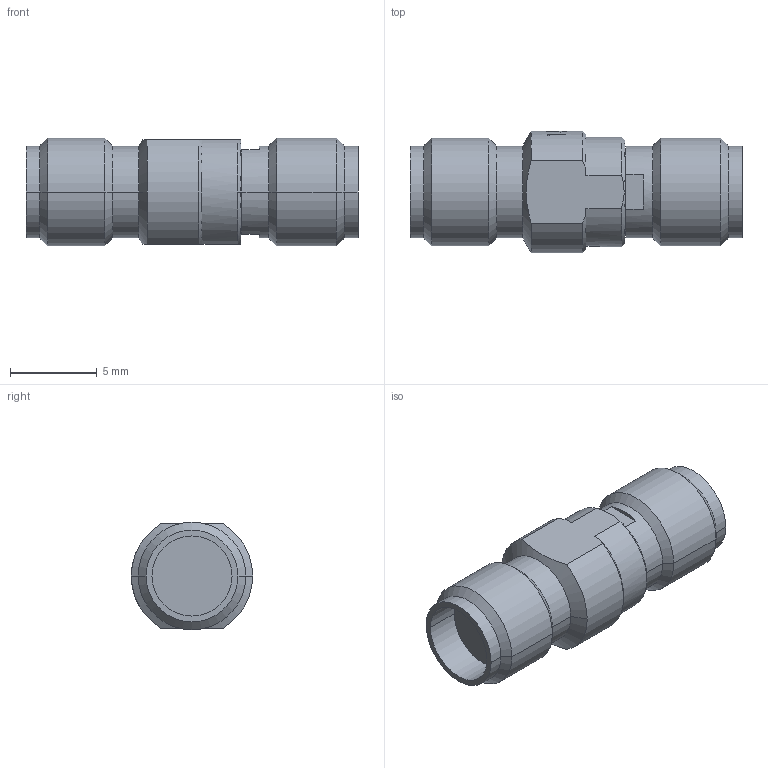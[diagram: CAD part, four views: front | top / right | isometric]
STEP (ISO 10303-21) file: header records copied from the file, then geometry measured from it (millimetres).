
FILE_DESCRIPTION (( 'STEP AP214' ), '1' );
FILE_NAME ('FMAD1665_3D.step', '2023-03-13T20:45:27', ( '' ), ( '' ), 'SwSTEP 2.0', 'SolidWorks 2022', '' );
FILE_SCHEMA (( 'AUTOMOTIVE_DESIGN' ));
Length unit declared in the file: millimetre
Products named in the file (1): FMAD1665_3D
Bounding box: 19.15 x 7 x 6.2 mm (x, y, z)
Volume: 462.9 mm3; surface area: 523.7 mm2
Topology: 1 solids, 1 shells, 104 faces, 257 edges, 164 vertices
Faces by surface type: bspline 44, cylinder 30, cone 15, plane 15
Entity records: 5325 total; most frequent: CARTESIAN_POINT 3185, ORIENTED_EDGE 514, DIRECTION 299, EDGE_CURVE 257, VERTEX_POINT 164, B_SPLINE_CURVE_WITH_KNOTS 141, AXIS2_PLACEMENT_3D 122, EDGE_LOOP 113
